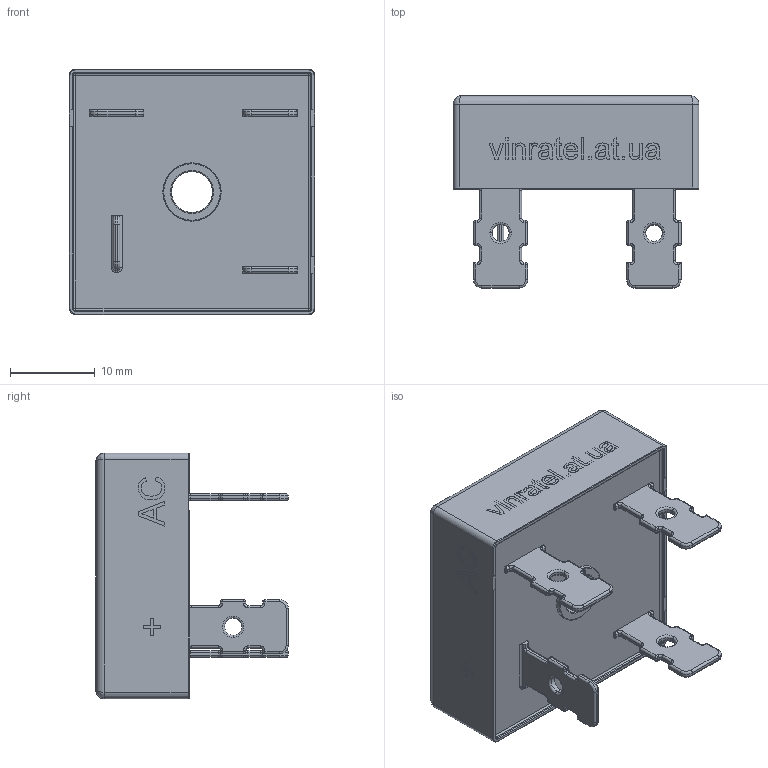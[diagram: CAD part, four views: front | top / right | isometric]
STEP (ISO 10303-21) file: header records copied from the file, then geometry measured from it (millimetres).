
FILE_DESCRIPTION (( 'STEP AP214' ), '1' );
FILE_NAME ('BR-25.STEP', '2015-12-24T07:33:03', ( 'user' ), ( 'MICROSOFT' ), 'SwSTEP 2.0', 'SolidWorks 2015', '' );
FILE_SCHEMA (( 'AUTOMOTIVE_DESIGN' ));
Length unit declared in the file: millimetre
Products named in the file (1): BR-25
Bounding box: 29.02 x 22.7 x 29.02 mm (x, y, z)
Volume: 8850.9 mm3; surface area: 3671.7 mm2
Topology: 1 solids, 1 shells, 854 faces, 2118 edges, 1262 vertices
Faces by surface type: plane 306, cylinder 241, bspline 153, torus 114, sphere 40
Entity records: 40830 total; most frequent: CARTESIAN_POINT 12134, ORIENTED_EDGE 4148, DIRECTION 3752, EDGE_CURVE 2074, AXIS2_PLACEMENT_3D 1292, VERTEX_POINT 1262, VECTOR 1168, LINE 1168
